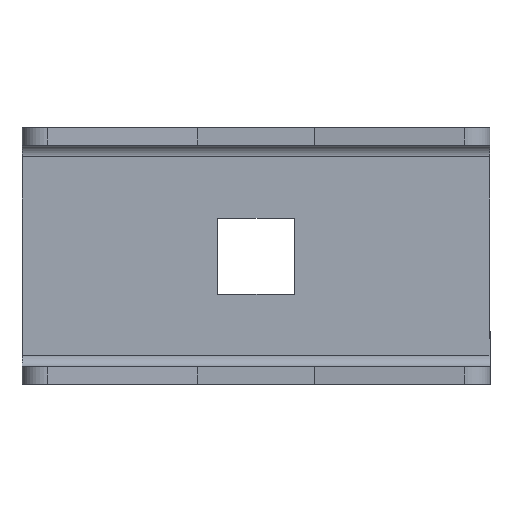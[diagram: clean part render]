
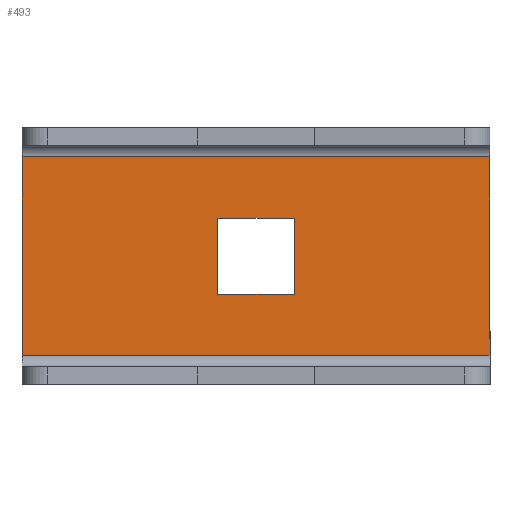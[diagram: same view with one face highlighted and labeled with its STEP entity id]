
A CAD part, top view. The second image highlights one B-rep face of the part: STEP entity #493.
In plain terms, the highlighted planar face has unit normal (0, 0, 1).
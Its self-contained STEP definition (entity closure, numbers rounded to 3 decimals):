
#1 = VECTOR ( 'NONE', #844, 1000. ) ;
#15 = LINE ( 'NONE', #823, #113 ) ;
#19 = LINE ( 'NONE', #842, #1 ) ;
#113 = VECTOR ( 'NONE', #839, 1000. ) ;
#115 = VERTEX_POINT ( 'NONE', #735 ) ;
#116 = VERTEX_POINT ( 'NONE', #734 ) ;
#118 = VERTEX_POINT ( 'NONE', #740 ) ;
#119 = VERTEX_POINT ( 'NONE', #739 ) ;
#122 = VERTEX_POINT ( 'NONE', #737 ) ;
#123 = VERTEX_POINT ( 'NONE', #736 ) ;
#125 = VERTEX_POINT ( 'NONE', #732 ) ;
#126 = VERTEX_POINT ( 'NONE', #731 ) ;
#207 = EDGE_LOOP ( 'NONE', ( #1098, #1099, #1101, #1102 ) ) ;
#210 = EDGE_LOOP ( 'NONE', ( #1095, #1094, #1096, #1097 ) ) ;
#294 = AXIS2_PLACEMENT_3D ( 'NONE', #866, #868, #869 ) ;
#393 = EDGE_CURVE ( 'NONE', #122, #116, #15, .T. ) ;
#395 = EDGE_CURVE ( 'NONE', #115, #123, #19, .T. ) ;
#397 = EDGE_CURVE ( 'NONE', #116, #119, #1030, .T. ) ;
#401 = EDGE_CURVE ( 'NONE', #118, #122, #1180, .T. ) ;
#403 = EDGE_CURVE ( 'NONE', #115, #126, #1184, .T. ) ;
#404 = EDGE_CURVE ( 'NONE', #125, #126, #1174, .T. ) ;
#405 = EDGE_CURVE ( 'NONE', #123, #125, #1188, .T. ) ;
#406 = EDGE_CURVE ( 'NONE', #119, #118, #1190, .T. ) ;
#493 = ADVANCED_FACE ( 'NONE', ( #1195, #1186 ), #864, .F. ) ;
#731 = CARTESIAN_POINT ( 'NONE',  ( 20., 8.47, 0. ) ) ;
#732 = CARTESIAN_POINT ( 'NONE',  ( 20., -8.47, 0. ) ) ;
#734 = CARTESIAN_POINT ( 'NONE',  ( 3.25, -3.25, 0. ) ) ;
#735 = CARTESIAN_POINT ( 'NONE',  ( -20., 8.47, 0. ) ) ;
#736 = CARTESIAN_POINT ( 'NONE',  ( -20., -8.47, 0. ) ) ;
#737 = CARTESIAN_POINT ( 'NONE',  ( -3.25, -3.25, 0. ) ) ;
#739 = CARTESIAN_POINT ( 'NONE',  ( 3.25, 3.25, 0. ) ) ;
#740 = CARTESIAN_POINT ( 'NONE',  ( -3.25, 3.25, 0. ) ) ;
#823 = CARTESIAN_POINT ( 'NONE',  ( -3.25, -3.25, 0. ) ) ;
#839 = DIRECTION ( 'NONE',  ( 1., 0., 0. ) ) ;
#842 = CARTESIAN_POINT ( 'NONE',  ( -20., -12.33, 0. ) ) ;
#843 = CARTESIAN_POINT ( 'NONE',  ( 20., -12.33, 0. ) ) ;
#844 = DIRECTION ( 'NONE',  ( 0., -1., 0. ) ) ;
#846 = CARTESIAN_POINT ( 'NONE',  ( 3.25, 3.25, 0. ) ) ;
#847 = DIRECTION ( 'NONE',  ( 0., 1., 0. ) ) ;
#854 = CARTESIAN_POINT ( 'NONE',  ( -3.25, 3.25, 0. ) ) ;
#855 = DIRECTION ( 'NONE',  ( 0., -1., 0. ) ) ;
#858 = CARTESIAN_POINT ( 'NONE',  ( -18., 8.47, 0. ) ) ;
#859 = DIRECTION ( 'NONE',  ( 1., 0., 0. ) ) ;
#860 = DIRECTION ( 'NONE',  ( 0., 1., 0. ) ) ;
#861 = CARTESIAN_POINT ( 'NONE',  ( -18., -8.47, 0. ) ) ;
#862 = DIRECTION ( 'NONE',  ( 1., 0., 0. ) ) ;
#863 = CARTESIAN_POINT ( 'NONE',  ( -3.25, 3.25, 0. ) ) ;
#864 = PLANE ( 'NONE',  #294 ) ;
#865 = DIRECTION ( 'NONE',  ( -1., 0., 0. ) ) ;
#866 = CARTESIAN_POINT ( 'NONE',  ( -18., 12.33, 0. ) ) ;
#868 = DIRECTION ( 'NONE',  ( 0., 0., -1. ) ) ;
#869 = DIRECTION ( 'NONE',  ( -1., 0., 0. ) ) ;
#1030 = LINE ( 'NONE', #846, #1173 ) ;
#1094 = ORIENTED_EDGE ( 'NONE', *, *, #397, .F. ) ;
#1095 = ORIENTED_EDGE ( 'NONE', *, *, #406, .F. ) ;
#1096 = ORIENTED_EDGE ( 'NONE', *, *, #393, .F. ) ;
#1097 = ORIENTED_EDGE ( 'NONE', *, *, #401, .F. ) ;
#1098 = ORIENTED_EDGE ( 'NONE', *, *, #395, .T. ) ;
#1099 = ORIENTED_EDGE ( 'NONE', *, *, #405, .T. ) ;
#1101 = ORIENTED_EDGE ( 'NONE', *, *, #404, .T. ) ;
#1102 = ORIENTED_EDGE ( 'NONE', *, *, #403, .F. ) ;
#1173 = VECTOR ( 'NONE', #847, 1000. ) ;
#1174 = LINE ( 'NONE', #843, #1189 ) ;
#1180 = LINE ( 'NONE', #854, #1183 ) ;
#1183 = VECTOR ( 'NONE', #855, 1000. ) ;
#1184 = LINE ( 'NONE', #858, #1187 ) ;
#1186 = FACE_OUTER_BOUND ( 'NONE', #207, .T. ) ;
#1187 = VECTOR ( 'NONE', #859, 1000. ) ;
#1188 = LINE ( 'NONE', #861, #1191 ) ;
#1189 = VECTOR ( 'NONE', #860, 1000. ) ;
#1190 = LINE ( 'NONE', #863, #1193 ) ;
#1191 = VECTOR ( 'NONE', #862, 1000. ) ;
#1193 = VECTOR ( 'NONE', #865, 1000. ) ;
#1195 = FACE_BOUND ( 'NONE', #210, .T. ) ;
